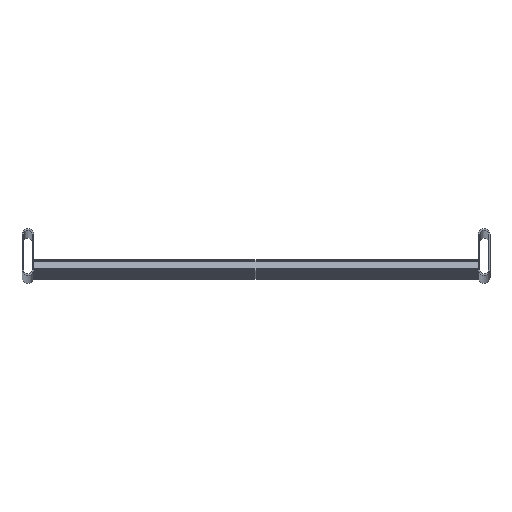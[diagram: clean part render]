
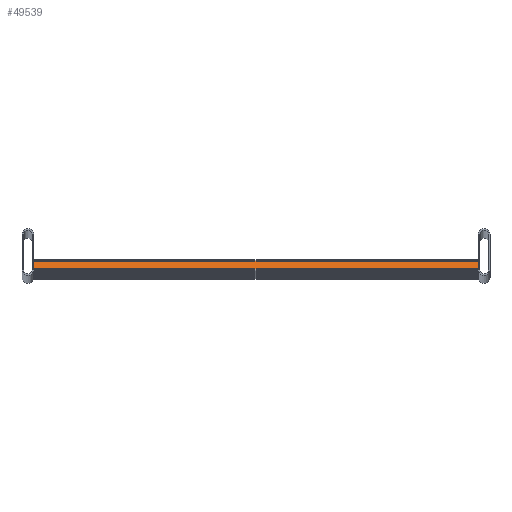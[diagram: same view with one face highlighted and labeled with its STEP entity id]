
A CAD part, top view. The second image highlights one B-rep face of the part: STEP entity #49539.
In plain terms, the highlighted planar face has unit normal (0, 0.314, 0.949).
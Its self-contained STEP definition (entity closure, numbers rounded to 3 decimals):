
#843 = ORIENTED_EDGE ( 'NONE', *, *, #14665, .T. ) ;
#13018 = EDGE_CURVE ( 'NONE', #22564, #96737, #40159, .T. ) ;
#14665 = EDGE_CURVE ( 'NONE', #84293, #35909, #55867, .T. ) ;
#19560 = CARTESIAN_POINT ( 'NONE',  ( -285., -11.715, 2886.067 ) ) ;
#21666 = CARTESIAN_POINT ( 'NONE',  ( 285., -11.715, 2886.067 ) ) ;
#22564 = VERTEX_POINT ( 'NONE', #108681 ) ;
#29645 = ORIENTED_EDGE ( 'NONE', *, *, #13018, .F. ) ;
#30331 = VECTOR ( 'NONE', #107214, 1000. ) ;
#35693 = PLANE ( 'NONE',  #78999 ) ;
#35909 = VERTEX_POINT ( 'NONE', #19560 ) ;
#37248 = VECTOR ( 'NONE', #85942, 1000. ) ;
#40159 = LINE ( 'NONE', #66577, #105934 ) ;
#40985 = ORIENTED_EDGE ( 'NONE', *, *, #100730, .T. ) ;
#44348 = DIRECTION ( 'NONE',  ( 0., -0.949, 0.314 ) ) ;
#49539 = ADVANCED_FACE ( 'NONE', ( #75350 ), #35693, .T. ) ;
#55867 = LINE ( 'NONE', #21666, #30331 ) ;
#57248 = EDGE_CURVE ( 'NONE', #96737, #35909, #62824, .T. ) ;
#59099 = DIRECTION ( 'NONE',  ( 0., 0.949, -0.314 ) ) ;
#61268 = CARTESIAN_POINT ( 'NONE',  ( 285., -11.715, 2886.067 ) ) ;
#61406 = VECTOR ( 'NONE', #59099, 1000. ) ;
#62824 = LINE ( 'NONE', #77322, #37248 ) ;
#66577 = CARTESIAN_POINT ( 'NONE',  ( 285., -21.715, 2889.374 ) ) ;
#67897 = EDGE_LOOP ( 'NONE', ( #102227, #29645, #40985, #843 ) ) ;
#75350 = FACE_OUTER_BOUND ( 'NONE', #67897, .T. ) ;
#77322 = CARTESIAN_POINT ( 'NONE',  ( -285., -11.715, 2886.067 ) ) ;
#78999 = AXIS2_PLACEMENT_3D ( 'NONE', #61268, #95760, #44348 ) ;
#83764 = DIRECTION ( 'NONE',  ( -1., 0., 0. ) ) ;
#84293 = VERTEX_POINT ( 'NONE', #89378 ) ;
#85942 = DIRECTION ( 'NONE',  ( 0., 0.949, -0.314 ) ) ;
#89378 = CARTESIAN_POINT ( 'NONE',  ( 285., -11.715, 2886.067 ) ) ;
#95760 = DIRECTION ( 'NONE',  ( 0., 0.314, 0.949 ) ) ;
#96737 = VERTEX_POINT ( 'NONE', #108223 ) ;
#100730 = EDGE_CURVE ( 'NONE', #22564, #84293, #109706, .T. ) ;
#101811 = CARTESIAN_POINT ( 'NONE',  ( 285., -11.715, 2886.067 ) ) ;
#102227 = ORIENTED_EDGE ( 'NONE', *, *, #57248, .F. ) ;
#105934 = VECTOR ( 'NONE', #83764, 1000. ) ;
#107214 = DIRECTION ( 'NONE',  ( -1., 0., 0. ) ) ;
#108223 = CARTESIAN_POINT ( 'NONE',  ( -285., -21.715, 2889.374 ) ) ;
#108681 = CARTESIAN_POINT ( 'NONE',  ( 285., -21.715, 2889.374 ) ) ;
#109706 = LINE ( 'NONE', #101811, #61406 ) ;
